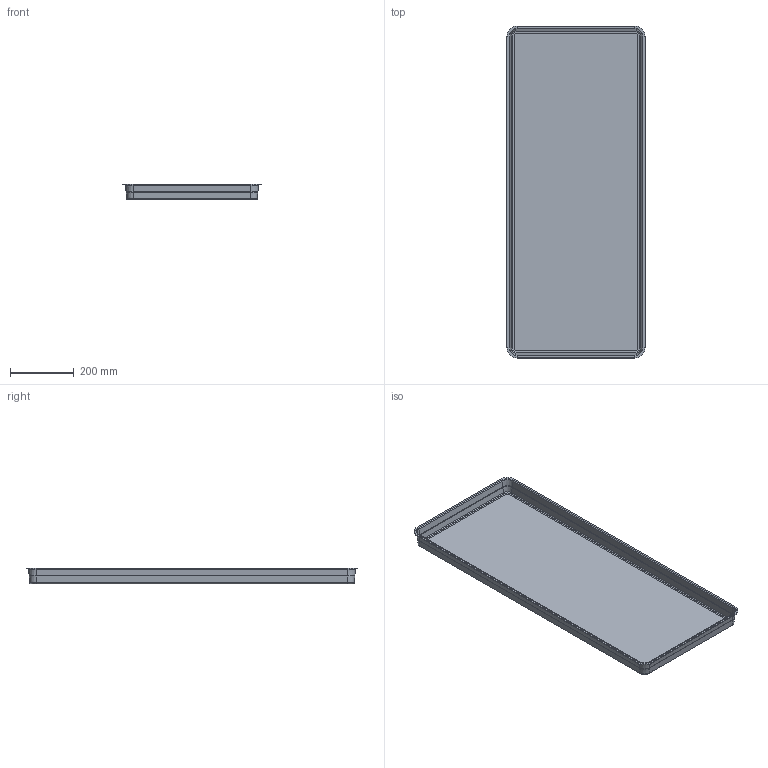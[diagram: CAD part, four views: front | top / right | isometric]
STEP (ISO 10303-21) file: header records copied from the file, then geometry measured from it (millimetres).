
FILE_DESCRIPTION(('FreeCAD Model'),'2;1');
FILE_NAME('petit_bac.step','2016-10-27T12:43:22',('Author'),(''), 'Open CASCADE STEP processor 6.8','FreeCAD','Unknown');
FILE_SCHEMA(('AUTOMOTIVE_DESIGN_CC2 { 1 2 10303 214 -1 1 5 4 }'));
Length unit declared in the file: millimetre
Products named in the file (2): ASSEMBLY; bac_semis
Assembly tree (1 placements, depth 2):
  ASSEMBLY
    bac_semis
Bounding box: 435.27 x 1045.27 x 50 mm (x, y, z)
Volume: 1153776.6 mm3; surface area: 1143581.1 mm2
Topology: 1 solids, 1 shells, 115 faces, 240 edges, 128 vertices
Faces by surface type: plane 51, cylinder 24, cone 24, torus 16
Entity records: 6046 total; most frequent: CARTESIAN_POINT 1220, DIRECTION 895, ORIENTED_EDGE 480, PCURVE 480, DEFINITIONAL_REPRESENTATION 480, LINE 457, VECTOR 457, EDGE_CURVE 240
